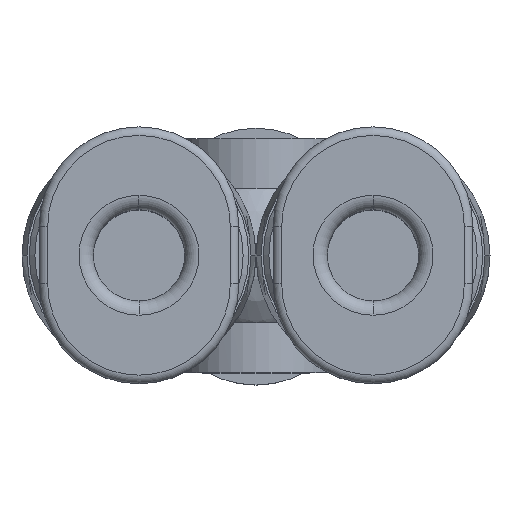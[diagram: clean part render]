
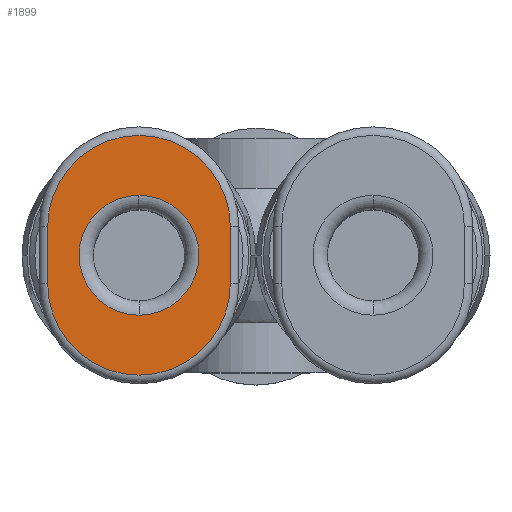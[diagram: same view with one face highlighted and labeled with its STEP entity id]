
A CAD part, top view. The second image highlights one B-rep face of the part: STEP entity #1899.
In plain terms, the highlighted planar face has unit normal (0, 0, 1).
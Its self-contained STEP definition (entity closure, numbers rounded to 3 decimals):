
#1279=CARTESIAN_POINT('',(-4.1,-2.1,14.35));
#1280=VERTEX_POINT('',#1279);
#1290=CARTESIAN_POINT('',(-4.1,2.1,14.35));
#1291=VERTEX_POINT('',#1290);
#1292=CARTESIAN_POINT('',(-4.1,0.,14.35));
#1293=DIRECTION('',(0.0,0.0,1.0));
#1294=DIRECTION('',(0.0,1.0,0.0));
#1295=AXIS2_PLACEMENT_3D('',#1292,#1293,#1294);
#1296=CIRCLE('',#1295,2.1);
#1297=EDGE_CURVE('',#1280,#1291,#1296,.T.);
#1712=CARTESIAN_POINT('',(-7.3,1.,14.35));
#1713=VERTEX_POINT('',#1712);
#1714=CARTESIAN_POINT('',(-0.9,1.,14.35));
#1715=VERTEX_POINT('',#1714);
#1716=CARTESIAN_POINT('',(-4.1,1.,14.35));
#1717=DIRECTION('',(0.0,0.0,-1.0));
#1718=DIRECTION('',(0.0,1.0,0.0));
#1719=AXIS2_PLACEMENT_3D('',#1716,#1717,#1718);
#1720=CIRCLE('',#1719,3.2);
#1721=EDGE_CURVE('',#1713,#1715,#1720,.T.);
#1756=CARTESIAN_POINT('',(-0.9,-1.,14.35));
#1757=VERTEX_POINT('',#1756);
#1758=CARTESIAN_POINT('',(-0.9,1.,14.35));
#1759=DIRECTION('',(0.0,-1.0,0.0));
#1760=VECTOR('',#1759,2.0);
#1761=LINE('',#1758,#1760);
#1762=EDGE_CURVE('',#1715,#1757,#1761,.T.);
#1796=CARTESIAN_POINT('',(-7.3,-1.,14.35));
#1797=VERTEX_POINT('',#1796);
#1805=CARTESIAN_POINT('',(-7.3,-1.,14.35));
#1806=DIRECTION('',(0.0,1.0,0.0));
#1807=VECTOR('',#1806,2.0);
#1808=LINE('',#1805,#1807);
#1809=EDGE_CURVE('',#1797,#1713,#1808,.T.);
#1820=CARTESIAN_POINT('',(-4.1,-1.,14.35));
#1821=DIRECTION('',(0.0,0.0,-1.0));
#1822=DIRECTION('',(0.0,-1.0,0.0));
#1823=AXIS2_PLACEMENT_3D('',#1820,#1821,#1822);
#1824=CIRCLE('',#1823,3.2);
#1825=EDGE_CURVE('',#1757,#1797,#1824,.T.);
#1878=CARTESIAN_POINT('',(-4.1,0.,14.35));
#1879=DIRECTION('',(0.0,0.0,-1.0));
#1880=DIRECTION('',(0.0,-1.0,0.0));
#1881=AXIS2_PLACEMENT_3D('',#1878,#1879,#1880);
#1882=PLANE('',#1881);
#1883=ORIENTED_EDGE('',*,*,#1721,.F.);
#1884=ORIENTED_EDGE('',*,*,#1809,.F.);
#1885=ORIENTED_EDGE('',*,*,#1825,.F.);
#1886=ORIENTED_EDGE('',*,*,#1762,.F.);
#1887=EDGE_LOOP('',(#1883,#1884,#1885,#1886));
#1888=FACE_OUTER_BOUND('',#1887,.T.);
#1889=ORIENTED_EDGE('',*,*,#1297,.F.);
#1890=CARTESIAN_POINT('',(-4.1,0.,14.35));
#1891=DIRECTION('',(0.0,0.0,1.0));
#1892=DIRECTION('',(0.0,1.0,0.0));
#1893=AXIS2_PLACEMENT_3D('',#1890,#1891,#1892);
#1894=CIRCLE('',#1893,2.1);
#1895=EDGE_CURVE('',#1291,#1280,#1894,.T.);
#1896=ORIENTED_EDGE('',*,*,#1895,.F.);
#1897=EDGE_LOOP('',(#1889,#1896));
#1898=FACE_BOUND('',#1897,.T.);
#1899=ADVANCED_FACE('',(#1888,#1898),#1882,.F.);
